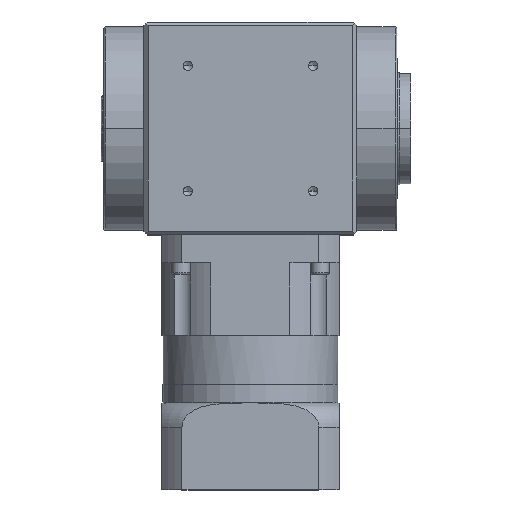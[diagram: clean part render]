
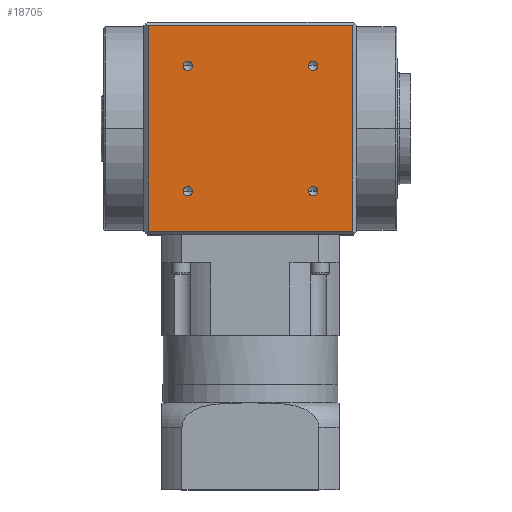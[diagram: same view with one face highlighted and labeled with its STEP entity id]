
A CAD part, top view. The second image highlights one B-rep face of the part: STEP entity #18705.
In plain terms, the highlighted planar face has unit normal (0, 0, 1).
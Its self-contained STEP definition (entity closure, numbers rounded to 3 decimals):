
#98 = CIRCLE ( 'NONE', #16001, 2.5 ) ;
#104 = DIRECTION ( 'NONE',  ( 0., 0., 1. ) ) ;
#663 = AXIS2_PLACEMENT_3D ( 'NONE', #21081, #11462, #1549 ) ;
#1055 = CIRCLE ( 'NONE', #17987, 2.5 ) ;
#1549 = DIRECTION ( 'NONE',  ( 0., 1., 0. ) ) ;
#1566 = CIRCLE ( 'NONE', #15301, 2.5 ) ;
#1625 = ORIENTED_EDGE ( 'NONE', *, *, #4873, .F. ) ;
#2306 = CIRCLE ( 'NONE', #20813, 2.5 ) ;
#2407 = EDGE_CURVE ( 'NONE', #20882, #16364, #12798, .T. ) ;
#2573 = ORIENTED_EDGE ( 'NONE', *, *, #15213, .F. ) ;
#3287 = DIRECTION ( 'NONE',  ( 0., 1., 0. ) ) ;
#3585 = AXIS2_PLACEMENT_3D ( 'NONE', #15415, #13220, #18010 ) ;
#3605 = CARTESIAN_POINT ( 'NONE',  ( -33.588, 229.188, 57. ) ) ;
#3624 = CARTESIAN_POINT ( 'NONE',  ( 33.588, 229.188, 57. ) ) ;
#4102 = CARTESIAN_POINT ( 'NONE',  ( 33.588, 157.012, 57. ) ) ;
#4103 = VERTEX_POINT ( 'NONE', #16618 ) ;
#4451 = CARTESIAN_POINT ( 'NONE',  ( 33.588, 162.012, 57. ) ) ;
#4456 = VERTEX_POINT ( 'NONE', #3605 ) ;
#4626 = VECTOR ( 'NONE', #17705, 1000. ) ;
#4637 = ORIENTED_EDGE ( 'NONE', *, *, #20208, .F. ) ;
#4866 = CARTESIAN_POINT ( 'NONE',  ( -54.844, 138.1, 57. ) ) ;
#4873 = EDGE_CURVE ( 'NONE', #18136, #11058, #1055, .T. ) ;
#5025 = EDGE_CURVE ( 'NONE', #16364, #20882, #98, .T. ) ;
#5147 = EDGE_CURVE ( 'NONE', #10923, #9163, #20153, .T. ) ;
#5182 = EDGE_CURVE ( 'NONE', #11058, #18136, #18881, .T. ) ;
#5205 = CARTESIAN_POINT ( 'NONE',  ( -60., 138.1, 57. ) ) ;
#5274 = EDGE_CURVE ( 'NONE', #6835, #4456, #17438, .T. ) ;
#5439 = FACE_BOUND ( 'NONE', #20430, .T. ) ;
#5669 = DIRECTION ( 'NONE',  ( 0., 0., 1. ) ) ;
#5751 = CARTESIAN_POINT ( 'NONE',  ( 33.588, 224.188, 57. ) ) ;
#5942 = CARTESIAN_POINT ( 'NONE',  ( 54.844, 0., 57. ) ) ;
#6136 = CARTESIAN_POINT ( 'NONE',  ( 54.844, 248.1, 57. ) ) ;
#6736 = DIRECTION ( 'NONE',  ( 0., -1., 0. ) ) ;
#6816 = ORIENTED_EDGE ( 'NONE', *, *, #2407, .F. ) ;
#6835 = VERTEX_POINT ( 'NONE', #13675 ) ;
#6875 = DIRECTION ( 'NONE',  ( 0., 0., 1. ) ) ;
#7015 = CARTESIAN_POINT ( 'NONE',  ( -33.588, 159.512, 57. ) ) ;
#7761 = ORIENTED_EDGE ( 'NONE', *, *, #15132, .F. ) ;
#7822 = DIRECTION ( 'NONE',  ( 0., -1., 0. ) ) ;
#7889 = DIRECTION ( 'NONE',  ( 0., 0., 1. ) ) ;
#7961 = CARTESIAN_POINT ( 'NONE',  ( -33.588, 226.688, 57. ) ) ;
#7962 = CARTESIAN_POINT ( 'NONE',  ( -60., 248.1, 57. ) ) ;
#8055 = EDGE_CURVE ( 'NONE', #14493, #16558, #16288, .T. ) ;
#9163 = VERTEX_POINT ( 'NONE', #3624 ) ;
#9180 = ORIENTED_EDGE ( 'NONE', *, *, #5274, .F. ) ;
#9333 = CARTESIAN_POINT ( 'NONE',  ( -33.588, 162.012, 57. ) ) ;
#9804 = LINE ( 'NONE', #14778, #14134 ) ;
#9875 = FACE_BOUND ( 'NONE', #16235, .T. ) ;
#10004 = CARTESIAN_POINT ( 'NONE',  ( 33.588, 226.688, 57. ) ) ;
#10861 = ORIENTED_EDGE ( 'NONE', *, *, #5025, .F. ) ;
#10923 = VERTEX_POINT ( 'NONE', #5751 ) ;
#11058 = VERTEX_POINT ( 'NONE', #9333 ) ;
#11462 = DIRECTION ( 'NONE',  ( 0., 0., -1. ) ) ;
#11673 = DIRECTION ( 'NONE',  ( 0., -1., 0. ) ) ;
#11851 = DIRECTION ( 'NONE',  ( 0., -1., 0. ) ) ;
#11915 = DIRECTION ( 'NONE',  ( 0., 0., 1. ) ) ;
#11986 = CARTESIAN_POINT ( 'NONE',  ( -33.588, 159.512, 57. ) ) ;
#12361 = ORIENTED_EDGE ( 'NONE', *, *, #15011, .F. ) ;
#12798 = CIRCLE ( 'NONE', #3585, 2.5 ) ;
#12944 = AXIS2_PLACEMENT_3D ( 'NONE', #7961, #7889, #7822 ) ;
#13182 = CARTESIAN_POINT ( 'NONE',  ( 54.844, 138.1, 57. ) ) ;
#13220 = DIRECTION ( 'NONE',  ( 0., 0., 1. ) ) ;
#13647 = VECTOR ( 'NONE', #18943, 1000. ) ;
#13668 = DIRECTION ( 'NONE',  ( 0., -1., 0. ) ) ;
#13675 = CARTESIAN_POINT ( 'NONE',  ( -33.588, 224.188, 57. ) ) ;
#13735 = DIRECTION ( 'NONE',  ( 0., 0., 1. ) ) ;
#14076 = CARTESIAN_POINT ( 'NONE',  ( 33.588, 226.688, 57. ) ) ;
#14134 = VECTOR ( 'NONE', #3287, 1000. ) ;
#14208 = FACE_BOUND ( 'NONE', #18092, .T. ) ;
#14246 = AXIS2_PLACEMENT_3D ( 'NONE', #11986, #11915, #11851 ) ;
#14406 = AXIS2_PLACEMENT_3D ( 'NONE', #14076, #13735, #13668 ) ;
#14493 = VERTEX_POINT ( 'NONE', #13182 ) ;
#14778 = CARTESIAN_POINT ( 'NONE',  ( -54.844, 0., 57. ) ) ;
#15011 = EDGE_CURVE ( 'NONE', #19080, #14493, #16895, .T. ) ;
#15132 = EDGE_CURVE ( 'NONE', #4103, #19080, #17144, .T. ) ;
#15213 = EDGE_CURVE ( 'NONE', #16558, #4103, #9804, .T. ) ;
#15301 = AXIS2_PLACEMENT_3D ( 'NONE', #15521, #5669, #17106 ) ;
#15415 = CARTESIAN_POINT ( 'NONE',  ( 33.588, 159.512, 57. ) ) ;
#15521 = CARTESIAN_POINT ( 'NONE',  ( -33.588, 226.688, 57. ) ) ;
#15691 = ORIENTED_EDGE ( 'NONE', *, *, #21044, .F. ) ;
#16001 = AXIS2_PLACEMENT_3D ( 'NONE', #18592, #18521, #18445 ) ;
#16067 = VECTOR ( 'NONE', #16660, 1000. ) ;
#16178 = PLANE ( 'NONE',  #663 ) ;
#16235 = EDGE_LOOP ( 'NONE', ( #10861, #6816 ) ) ;
#16288 = LINE ( 'NONE', #5205, #16067 ) ;
#16364 = VERTEX_POINT ( 'NONE', #4102 ) ;
#16558 = VERTEX_POINT ( 'NONE', #4866 ) ;
#16618 = CARTESIAN_POINT ( 'NONE',  ( -54.844, 248.1, 57. ) ) ;
#16660 = DIRECTION ( 'NONE',  ( -1., 0., 0. ) ) ;
#16827 = ORIENTED_EDGE ( 'NONE', *, *, #5182, .F. ) ;
#16895 = LINE ( 'NONE', #5942, #13647 ) ;
#17106 = DIRECTION ( 'NONE',  ( 0., -1., 0. ) ) ;
#17144 = LINE ( 'NONE', #7962, #4626 ) ;
#17438 = CIRCLE ( 'NONE', #12944, 2.5 ) ;
#17705 = DIRECTION ( 'NONE',  ( 1., 0., 0. ) ) ;
#17987 = AXIS2_PLACEMENT_3D ( 'NONE', #7015, #6875, #6736 ) ;
#18010 = DIRECTION ( 'NONE',  ( 0., -1., 0. ) ) ;
#18092 = EDGE_LOOP ( 'NONE', ( #9180, #4637 ) ) ;
#18136 = VERTEX_POINT ( 'NONE', #19383 ) ;
#18415 = FACE_BOUND ( 'NONE', #18840, .T. ) ;
#18445 = DIRECTION ( 'NONE',  ( 0., -1., 0. ) ) ;
#18507 = ORIENTED_EDGE ( 'NONE', *, *, #8055, .F. ) ;
#18521 = DIRECTION ( 'NONE',  ( 0., 0., 1. ) ) ;
#18592 = CARTESIAN_POINT ( 'NONE',  ( 33.588, 159.512, 57. ) ) ;
#18705 = ADVANCED_FACE ( 'NONE', ( #14208, #18415, #9875, #5439, #19649 ), #16178, .F. ) ;
#18840 = EDGE_LOOP ( 'NONE', ( #20476, #15691 ) ) ;
#18881 = CIRCLE ( 'NONE', #14246, 2.5 ) ;
#18943 = DIRECTION ( 'NONE',  ( 0., -1., 0. ) ) ;
#19080 = VERTEX_POINT ( 'NONE', #6136 ) ;
#19383 = CARTESIAN_POINT ( 'NONE',  ( -33.588, 157.012, 57. ) ) ;
#19649 = FACE_OUTER_BOUND ( 'NONE', #20373, .T. ) ;
#20153 = CIRCLE ( 'NONE', #14406, 2.5 ) ;
#20208 = EDGE_CURVE ( 'NONE', #4456, #6835, #1566, .T. ) ;
#20373 = EDGE_LOOP ( 'NONE', ( #12361, #7761, #2573, #18507 ) ) ;
#20430 = EDGE_LOOP ( 'NONE', ( #1625, #16827 ) ) ;
#20476 = ORIENTED_EDGE ( 'NONE', *, *, #5147, .F. ) ;
#20813 = AXIS2_PLACEMENT_3D ( 'NONE', #10004, #104, #11673 ) ;
#20882 = VERTEX_POINT ( 'NONE', #4451 ) ;
#21044 = EDGE_CURVE ( 'NONE', #9163, #10923, #2306, .T. ) ;
#21081 = CARTESIAN_POINT ( 'NONE',  ( -60., 250.1, 57. ) ) ;
